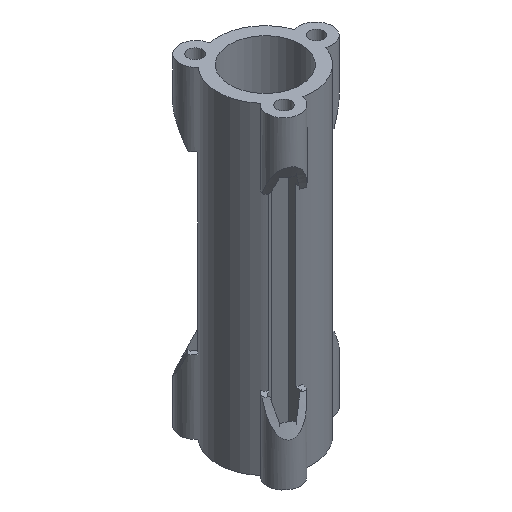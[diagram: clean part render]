
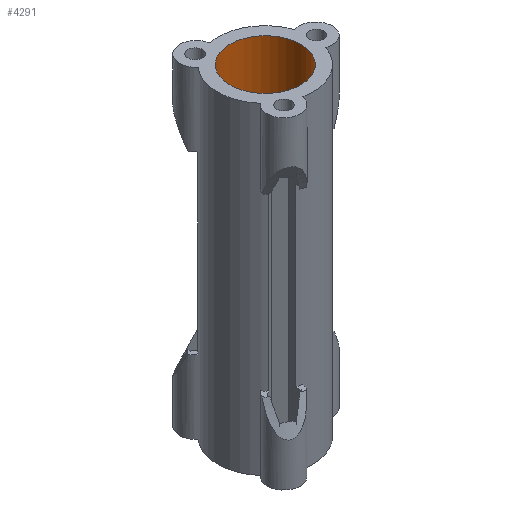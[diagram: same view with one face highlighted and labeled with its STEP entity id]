
A CAD part, isometric view. The second image highlights one B-rep face of the part: STEP entity #4291.
In plain terms, the highlighted cylindrical face has radius 9.65 mm (diameter 19.3 mm), a full revolution.
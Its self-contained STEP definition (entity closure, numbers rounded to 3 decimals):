
#45 = PLANE('',#46);
#46 = AXIS2_PLACEMENT_3D('',#47,#48,#49);
#47 = CARTESIAN_POINT('',(0.,0.,88.));
#48 = DIRECTION('',(-0.,-0.,-1.));
#49 = DIRECTION('',(-1.,0.,0.));
#212 = PLANE('',#213);
#213 = AXIS2_PLACEMENT_3D('',#214,#215,#216);
#214 = CARTESIAN_POINT('',(0.,0.,0.));
#215 = DIRECTION('',(-0.,-0.,-1.));
#216 = DIRECTION('',(-1.,0.,0.));
#573 = EDGE_CURVE('',#574,#574,#576,.T.);
#574 = VERTEX_POINT('',#575);
#575 = CARTESIAN_POINT('',(-9.65,0.,88.));
#576 = SURFACE_CURVE('',#577,(#582,#589),.PCURVE_S1.);
#577 = CIRCLE('',#578,9.65);
#578 = AXIS2_PLACEMENT_3D('',#579,#580,#581);
#579 = CARTESIAN_POINT('',(0.,0.,88.));
#580 = DIRECTION('',(0.,0.,-1.));
#581 = DIRECTION('',(-1.,0.,0.));
#582 = PCURVE('',#45,#583);
#583 = DEFINITIONAL_REPRESENTATION('',(#584),#588);
#584 = CIRCLE('',#585,9.65);
#585 = AXIS2_PLACEMENT_2D('',#586,#587);
#586 = CARTESIAN_POINT('',(0.,0.));
#587 = DIRECTION('',(1.,0.));
#588 = ( GEOMETRIC_REPRESENTATION_CONTEXT(2) 
PARAMETRIC_REPRESENTATION_CONTEXT() REPRESENTATION_CONTEXT('2D SPACE',''
  ) );
#589 = PCURVE('',#590,#595);
#590 = CYLINDRICAL_SURFACE('',#591,9.65);
#591 = AXIS2_PLACEMENT_3D('',#592,#593,#594);
#592 = CARTESIAN_POINT('',(0.,0.,0.));
#593 = DIRECTION('',(0.,0.,-1.));
#594 = DIRECTION('',(-1.,0.,0.));
#595 = DEFINITIONAL_REPRESENTATION('',(#596),#600);
#596 = LINE('',#597,#598);
#597 = CARTESIAN_POINT('',(0.,-88.));
#598 = VECTOR('',#599,1.);
#599 = DIRECTION('',(1.,0.));
#600 = ( GEOMETRIC_REPRESENTATION_CONTEXT(2) 
PARAMETRIC_REPRESENTATION_CONTEXT() REPRESENTATION_CONTEXT('2D SPACE',''
  ) );
#2048 = EDGE_CURVE('',#2049,#2049,#2051,.T.);
#2049 = VERTEX_POINT('',#2050);
#2050 = CARTESIAN_POINT('',(-9.65,0.,0.));
#2051 = SURFACE_CURVE('',#2052,(#2057,#2068),.PCURVE_S1.);
#2052 = CIRCLE('',#2053,9.65);
#2053 = AXIS2_PLACEMENT_3D('',#2054,#2055,#2056);
#2054 = CARTESIAN_POINT('',(0.,0.,0.));
#2055 = DIRECTION('',(0.,0.,1.));
#2056 = DIRECTION('',(-1.,0.,0.));
#2057 = PCURVE('',#212,#2058);
#2058 = DEFINITIONAL_REPRESENTATION('',(#2059),#2067);
#2059 = ( BOUNDED_CURVE() B_SPLINE_CURVE(2,(#2060,#2061,#2062,#2063,
#2064,#2065,#2066),.UNSPECIFIED.,.T.,.F.) B_SPLINE_CURVE_WITH_KNOTS((1,2
    ,2,2,2,1),(-2.094,0.,2.094,4.189,
6.283,8.378),.UNSPECIFIED.) CURVE() 
GEOMETRIC_REPRESENTATION_ITEM() RATIONAL_B_SPLINE_CURVE((1.,0.5,1.,0.5,
1.,0.5,1.)) REPRESENTATION_ITEM('') );
#2060 = CARTESIAN_POINT('',(9.65,0.));
#2061 = CARTESIAN_POINT('',(9.65,-16.714));
#2062 = CARTESIAN_POINT('',(-4.825,-8.357));
#2063 = CARTESIAN_POINT('',(-19.3,0.));
#2064 = CARTESIAN_POINT('',(-4.825,8.357));
#2065 = CARTESIAN_POINT('',(9.65,16.714));
#2066 = CARTESIAN_POINT('',(9.65,0.));
#2067 = ( GEOMETRIC_REPRESENTATION_CONTEXT(2) 
PARAMETRIC_REPRESENTATION_CONTEXT() REPRESENTATION_CONTEXT('2D SPACE',''
  ) );
#2068 = PCURVE('',#590,#2069);
#2069 = DEFINITIONAL_REPRESENTATION('',(#2070),#2074);
#2070 = LINE('',#2071,#2072);
#2071 = CARTESIAN_POINT('',(6.283,0.));
#2072 = VECTOR('',#2073,1.);
#2073 = DIRECTION('',(-1.,-0.));
#2074 = ( GEOMETRIC_REPRESENTATION_CONTEXT(2) 
PARAMETRIC_REPRESENTATION_CONTEXT() REPRESENTATION_CONTEXT('2D SPACE',''
  ) );
#4291 = ADVANCED_FACE('',(#4292),#590,.F.);
#4292 = FACE_BOUND('',#4293,.F.);
#4293 = EDGE_LOOP('',(#4294,#4315,#4316,#4317));
#4294 = ORIENTED_EDGE('',*,*,#4295,.T.);
#4295 = EDGE_CURVE('',#2049,#574,#4296,.T.);
#4296 = SEAM_CURVE('',#4297,(#4301,#4308),.PCURVE_S1.);
#4297 = LINE('',#4298,#4299);
#4298 = CARTESIAN_POINT('',(-9.65,0.,0.));
#4299 = VECTOR('',#4300,1.);
#4300 = DIRECTION('',(0.,0.,1.));
#4301 = PCURVE('',#590,#4302);
#4302 = DEFINITIONAL_REPRESENTATION('',(#4303),#4307);
#4303 = LINE('',#4304,#4305);
#4304 = CARTESIAN_POINT('',(0.,0.));
#4305 = VECTOR('',#4306,1.);
#4306 = DIRECTION('',(0.,-1.));
#4307 = ( GEOMETRIC_REPRESENTATION_CONTEXT(2) 
PARAMETRIC_REPRESENTATION_CONTEXT() REPRESENTATION_CONTEXT('2D SPACE',''
  ) );
#4308 = PCURVE('',#590,#4309);
#4309 = DEFINITIONAL_REPRESENTATION('',(#4310),#4314);
#4310 = LINE('',#4311,#4312);
#4311 = CARTESIAN_POINT('',(6.283,0.));
#4312 = VECTOR('',#4313,1.);
#4313 = DIRECTION('',(0.,-1.));
#4314 = ( GEOMETRIC_REPRESENTATION_CONTEXT(2) 
PARAMETRIC_REPRESENTATION_CONTEXT() REPRESENTATION_CONTEXT('2D SPACE',''
  ) );
#4315 = ORIENTED_EDGE('',*,*,#573,.T.);
#4316 = ORIENTED_EDGE('',*,*,#4295,.F.);
#4317 = ORIENTED_EDGE('',*,*,#2048,.T.);
